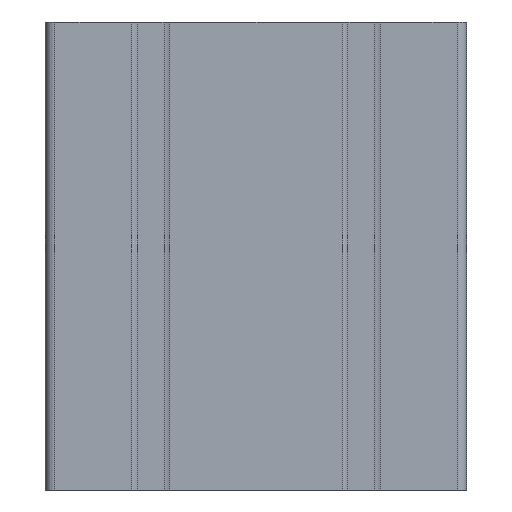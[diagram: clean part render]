
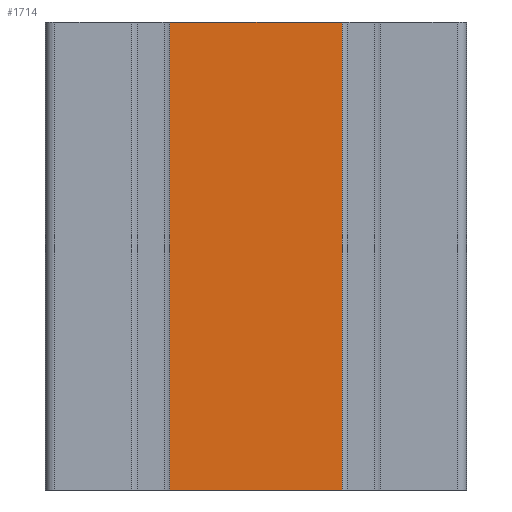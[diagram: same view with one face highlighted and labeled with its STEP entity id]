
A CAD part, left-side view. The second image highlights one B-rep face of the part: STEP entity #1714.
In plain terms, the highlighted planar face has unit normal (-1, 0, 0).
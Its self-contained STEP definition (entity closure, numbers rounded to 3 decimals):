
#274=CARTESIAN_POINT('',(-45.,-18.4,0.0));
#275=VERTEX_POINT('',#274);
#290=CARTESIAN_POINT('',(-45.,-18.4,100.0));
#291=VERTEX_POINT('',#290);
#298=CARTESIAN_POINT('',(-45.,-18.4,0.0));
#299=DIRECTION('',(0.0,0.0,1.0));
#300=VECTOR('',#299,100.0);
#301=LINE('',#298,#300);
#302=EDGE_CURVE('',#275,#291,#301,.T.);
#374=CARTESIAN_POINT('',(-45.,18.4,0.0));
#375=VERTEX_POINT('',#374);
#376=CARTESIAN_POINT('',(-45.,-18.4,0.0));
#377=DIRECTION('',(0.0,1.0,0.0));
#378=VECTOR('',#377,36.8);
#379=LINE('',#376,#378);
#380=EDGE_CURVE('',#275,#375,#379,.T.);
#1691=CARTESIAN_POINT('',(-45.,26.6,0.0));
#1692=DIRECTION('',(-1.0,0.0,0.0));
#1693=DIRECTION('',(0.0,0.0,1.0));
#1694=AXIS2_PLACEMENT_3D('',#1691,#1692,#1693);
#1695=PLANE('',#1694);
#1696=ORIENTED_EDGE('',*,*,#302,.T.);
#1697=CARTESIAN_POINT('',(-45.,18.4,100.0));
#1698=VERTEX_POINT('',#1697);
#1699=CARTESIAN_POINT('',(-45.,-18.4,100.0));
#1700=DIRECTION('',(0.0,1.0,0.0));
#1701=VECTOR('',#1700,36.8);
#1702=LINE('',#1699,#1701);
#1703=EDGE_CURVE('',#291,#1698,#1702,.T.);
#1704=ORIENTED_EDGE('',*,*,#1703,.T.);
#1705=CARTESIAN_POINT('',(-45.,18.4,100.0));
#1706=DIRECTION('',(0.0,0.0,-1.0));
#1707=VECTOR('',#1706,100.0);
#1708=LINE('',#1705,#1707);
#1709=EDGE_CURVE('',#1698,#375,#1708,.T.);
#1710=ORIENTED_EDGE('',*,*,#1709,.T.);
#1711=ORIENTED_EDGE('',*,*,#380,.F.);
#1712=EDGE_LOOP('',(#1696,#1704,#1710,#1711));
#1713=FACE_OUTER_BOUND('',#1712,.T.);
#1714=ADVANCED_FACE('',(#1713),#1695,.T.);
